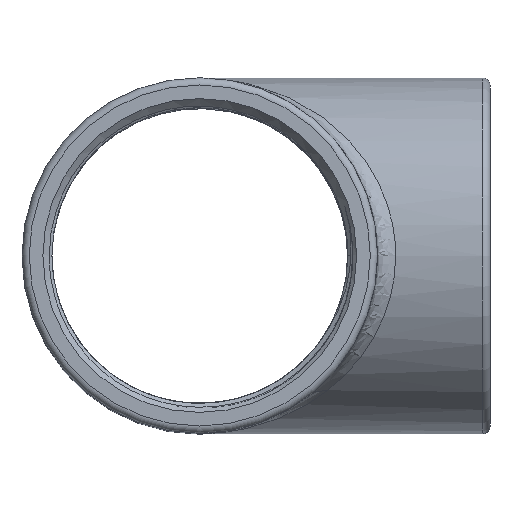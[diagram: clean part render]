
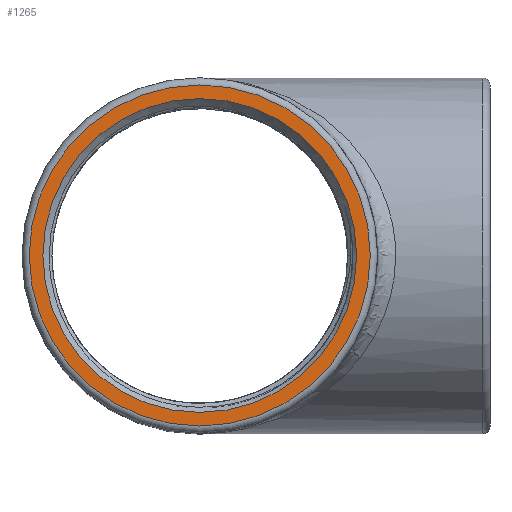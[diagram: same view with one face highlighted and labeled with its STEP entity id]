
A CAD part, top view. The second image highlights one B-rep face of the part: STEP entity #1265.
In plain terms, the highlighted planar face has unit normal (0, 0, 1).
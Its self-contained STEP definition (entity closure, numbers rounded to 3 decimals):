
#36=CIRCLE('',#1300,47.);
#37=CIRCLE('',#1301,43.25);
#51=PLANE('',#1299);
#462=ORIENTED_EDGE('',*,*,#903,.T.);
#463=ORIENTED_EDGE('',*,*,#904,.T.);
#903=EDGE_CURVE('',#1121,#1121,#36,.T.);
#904=EDGE_CURVE('',#1122,#1122,#37,.T.);
#1121=VERTEX_POINT('',#13887);
#1122=VERTEX_POINT('',#13889);
#1174=EDGE_LOOP('',(#462));
#1175=EDGE_LOOP('',(#463));
#1216=FACE_BOUND('',#1174,.T.);
#1217=FACE_BOUND('',#1175,.T.);
#1265=ADVANCED_FACE('',(#1216,#1217),#51,.T.);
#1299=AXIS2_PLACEMENT_3D('',#13885,#1351,#1352);
#1300=AXIS2_PLACEMENT_3D('',#13886,#1353,#1354);
#1301=AXIS2_PLACEMENT_3D('',#13888,#1355,#1356);
#1351=DIRECTION('',(0.,0.,1.));
#1352=DIRECTION('',(1.,0.,0.));
#1353=DIRECTION('',(0.,0.,1.));
#1354=DIRECTION('',(1.,0.,0.));
#1355=DIRECTION('',(0.,0.,-1.));
#1356=DIRECTION('',(1.,0.,0.));
#13885=CARTESIAN_POINT('',(0.,0.,80.));
#13886=CARTESIAN_POINT('',(0.,0.,80.));
#13887=CARTESIAN_POINT('',(47.,0.,80.));
#13888=CARTESIAN_POINT('',(0.,0.,80.));
#13889=CARTESIAN_POINT('',(43.25,0.,80.));
